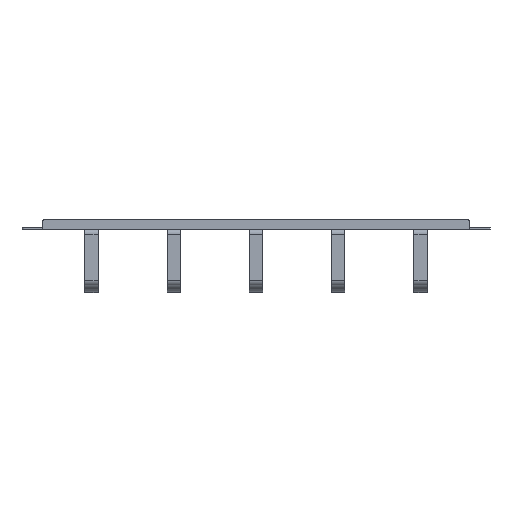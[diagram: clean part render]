
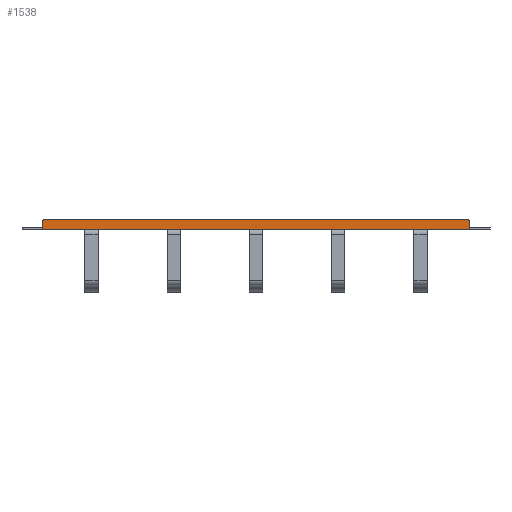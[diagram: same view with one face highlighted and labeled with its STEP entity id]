
A CAD part, front view. The second image highlights one B-rep face of the part: STEP entity #1538.
In plain terms, the highlighted planar face has unit normal (0, -1, 0).
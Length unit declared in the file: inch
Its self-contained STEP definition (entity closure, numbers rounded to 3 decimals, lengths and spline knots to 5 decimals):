
#28 = EDGE_LOOP ( 'NONE', ( #3482, #4820, #2016, #4722, #1699, #2133 ) ) ;
#32 = VERTEX_POINT ( 'NONE', #4285 ) ;
#208 = CARTESIAN_POINT ( 'NONE',  ( -8.67, -0.875, 0.062 ) ) ;
#239 = VECTOR ( 'NONE', #1569, 39.37008 ) ;
#377 = CARTESIAN_POINT ( 'NONE',  ( -8.55, -0.875, 0.287 ) ) ;
#423 = LINE ( 'NONE', #4637, #1619 ) ;
#441 = VERTEX_POINT ( 'NONE', #5675 ) ;
#469 = CIRCLE ( 'NONE', #2386, 0.12 ) ;
#838 = CARTESIAN_POINT ( 'NONE',  ( 0., -0.875, 0. ) ) ;
#858 = PLANE ( 'NONE',  #4260 ) ;
#899 = VECTOR ( 'NONE', #4055, 39.37008 ) ;
#916 = CIRCLE ( 'NONE', #1005, 0.12 ) ;
#1005 = AXIS2_PLACEMENT_3D ( 'NONE', #377, #1796, #4197 ) ;
#1074 = CARTESIAN_POINT ( 'NONE',  ( 8.55, -0.875, 0.287 ) ) ;
#1100 = CARTESIAN_POINT ( 'NONE',  ( -8.67, -0.875, 0.407 ) ) ;
#1538 = ADVANCED_FACE ( 'NONE', ( #3972 ), #858, .F. ) ;
#1569 = DIRECTION ( 'NONE',  ( 1., 0., 0. ) ) ;
#1619 = VECTOR ( 'NONE', #5153, 39.37008 ) ;
#1699 = ORIENTED_EDGE ( 'NONE', *, *, #3294, .F. ) ;
#1796 = DIRECTION ( 'NONE',  ( 0., -1., 0. ) ) ;
#1909 = VECTOR ( 'NONE', #2200, 39.37008 ) ;
#2016 = ORIENTED_EDGE ( 'NONE', *, *, #5622, .F. ) ;
#2133 = ORIENTED_EDGE ( 'NONE', *, *, #2758, .T. ) ;
#2200 = DIRECTION ( 'NONE',  ( 0., 0., -1. ) ) ;
#2271 = VERTEX_POINT ( 'NONE', #3254 ) ;
#2386 = AXIS2_PLACEMENT_3D ( 'NONE', #1074, #3993, #5837 ) ;
#2434 = CARTESIAN_POINT ( 'NONE',  ( 8.55, -0.875, 0.407 ) ) ;
#2518 = VERTEX_POINT ( 'NONE', #2434 ) ;
#2758 = EDGE_CURVE ( 'NONE', #4166, #32, #916, .T. ) ;
#2762 = DIRECTION ( 'NONE',  ( 0., 0., 1. ) ) ;
#2859 = CARTESIAN_POINT ( 'NONE',  ( -8.55, -0.875, 0.407 ) ) ;
#3204 = DIRECTION ( 'NONE',  ( 0., 1., 0. ) ) ;
#3254 = CARTESIAN_POINT ( 'NONE',  ( 8.67, -0.875, 0.287 ) ) ;
#3270 = VERTEX_POINT ( 'NONE', #4018 ) ;
#3294 = EDGE_CURVE ( 'NONE', #4166, #2518, #4054, .T. ) ;
#3299 = EDGE_CURVE ( 'NONE', #2271, #2518, #469, .T. ) ;
#3412 = EDGE_CURVE ( 'NONE', #441, #32, #5198, .T. ) ;
#3482 = ORIENTED_EDGE ( 'NONE', *, *, #3412, .F. ) ;
#3526 = EDGE_CURVE ( 'NONE', #3270, #441, #423, .T. ) ;
#3631 = CARTESIAN_POINT ( 'NONE',  ( 8.67, -0.875, 0.407 ) ) ;
#3796 = LINE ( 'NONE', #3631, #1909 ) ;
#3972 = FACE_OUTER_BOUND ( 'NONE', #28, .T. ) ;
#3993 = DIRECTION ( 'NONE',  ( 0., -1., 0. ) ) ;
#4018 = CARTESIAN_POINT ( 'NONE',  ( 8.67, -0.875, 0. ) ) ;
#4054 = LINE ( 'NONE', #1100, #239 ) ;
#4055 = DIRECTION ( 'NONE',  ( 0., 0., 1. ) ) ;
#4166 = VERTEX_POINT ( 'NONE', #2859 ) ;
#4197 = DIRECTION ( 'NONE',  ( 0., 0., 1. ) ) ;
#4260 = AXIS2_PLACEMENT_3D ( 'NONE', #838, #3204, #2762 ) ;
#4285 = CARTESIAN_POINT ( 'NONE',  ( -8.67, -0.875, 0.287 ) ) ;
#4637 = CARTESIAN_POINT ( 'NONE',  ( -9.5, -0.875, 0. ) ) ;
#4722 = ORIENTED_EDGE ( 'NONE', *, *, #3299, .T. ) ;
#4820 = ORIENTED_EDGE ( 'NONE', *, *, #3526, .F. ) ;
#5153 = DIRECTION ( 'NONE',  ( -1., 0., 0. ) ) ;
#5198 = LINE ( 'NONE', #208, #899 ) ;
#5622 = EDGE_CURVE ( 'NONE', #2271, #3270, #3796, .T. ) ;
#5675 = CARTESIAN_POINT ( 'NONE',  ( -8.67, -0.875, 0. ) ) ;
#5837 = DIRECTION ( 'NONE',  ( 0., 0., 1. ) ) ;
